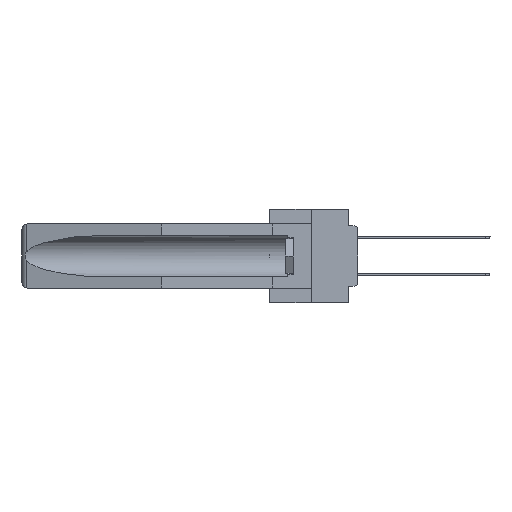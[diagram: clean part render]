
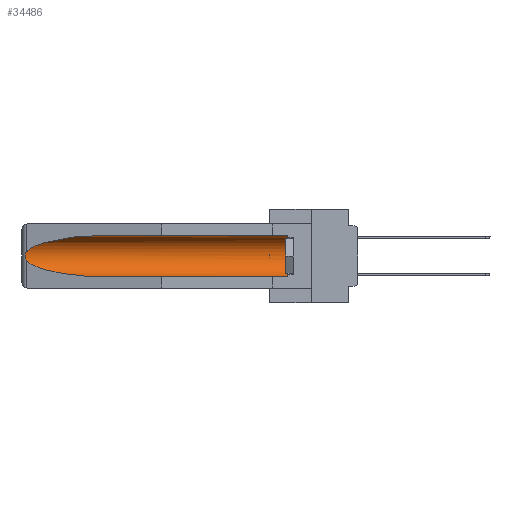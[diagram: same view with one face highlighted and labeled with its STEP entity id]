
A CAD part, left-side view. The second image highlights one B-rep face of the part: STEP entity #34486.
In plain terms, the highlighted cylindrical face has radius 2.857 mm (diameter 5.715 mm), a partial arc.
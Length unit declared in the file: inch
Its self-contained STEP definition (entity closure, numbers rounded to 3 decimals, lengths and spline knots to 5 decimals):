
#73 = CARTESIAN_POINT ( 'NONE',  ( 0.26537, 1.52718, -0.14972 ) ) ;
#177 = VERTEX_POINT ( 'NONE', #38117 ) ;
#547 = AXIS2_PLACEMENT_3D ( 'NONE', #14806, #11730, #36787 ) ;
#2210 = B_SPLINE_CURVE_WITH_KNOTS ( 'NONE', 3,
 ( #33520, #17493, #23664, #20980, #36776, #5357, #20371, #18089, #23853, #32906 ),
 .UNSPECIFIED., .F., .F.,
 ( 4, 2, 2, 2, 4 ),
 ( 0., 0.00029, 0.00058, 0.00087, 0.00117 ),
 .UNSPECIFIED. ) ;
#2624 =( BOUNDED_CURVE ( )  B_SPLINE_CURVE ( 3, ( #6064, #9565, #18411, #40540 ),
 .UNSPECIFIED., .F., .F. ) 
 B_SPLINE_CURVE_WITH_KNOTS ( ( 4, 4 ),
 ( 0.1948, 1.5708 ),
 .UNSPECIFIED. ) 
 CURVE ( )  GEOMETRIC_REPRESENTATION_ITEM ( )  RATIONAL_B_SPLINE_CURVE ( ( 1., 0.848, 0.848, 1. ) ) 
 REPRESENTATION_ITEM ( '' )  );
#3147 = ORIENTED_EDGE ( 'NONE', *, *, #25590, .T. ) ;
#3209 = VECTOR ( 'NONE', #30725, 39.37008 ) ;
#3364 = CARTESIAN_POINT ( 'NONE',  ( 0.155, 1.07973, -0.059 ) ) ;
#4374 = CIRCLE ( 'NONE', #10302, 0.1125 ) ;
#4642 = LINE ( 'NONE', #10609, #18495 ) ;
#5357 = CARTESIAN_POINT ( 'NONE',  ( 0.2675, 1.53308, -0.17534 ) ) ;
#6064 = CARTESIAN_POINT ( 'NONE',  ( 0.26537, 1.52718, -0.19328 ) ) ;
#7911 = ORIENTED_EDGE ( 'NONE', *, *, #22042, .T. ) ;
#7953 = CARTESIAN_POINT ( 'NONE',  ( 0.155, 1.07973, -0.284 ) ) ;
#9109 = ORIENTED_EDGE ( 'NONE', *, *, #15944, .F. ) ;
#9565 = CARTESIAN_POINT ( 'NONE',  ( 0.25451, 1.48313, -0.24835 ) ) ;
#10302 = AXIS2_PLACEMENT_3D ( 'NONE', #34142, #18523, #31050 ) ;
#10342 = CARTESIAN_POINT ( 'NONE',  ( 0.25451, 1.48313, -0.09465 ) ) ;
#10609 = CARTESIAN_POINT ( 'NONE',  ( 0.155, -0.30754, -0.059 ) ) ;
#11016 = VERTEX_POINT ( 'NONE', #40330 ) ;
#11730 = DIRECTION ( 'NONE',  ( 0., 1., 0. ) ) ;
#12003 = VERTEX_POINT ( 'NONE', #14029 ) ;
#12433 = CARTESIAN_POINT ( 'NONE',  ( 0.155, -0.30754, -0.284 ) ) ;
#12438 = CARTESIAN_POINT ( 'NONE',  ( 0.26537, 1.52718, -0.19328 ) ) ;
#12890 = EDGE_LOOP ( 'NONE', ( #3147, #7911, #28504, #9109, #29141, #26342 ) ) ;
#14029 = CARTESIAN_POINT ( 'NONE',  ( 0.26537, 1.52718, -0.14972 ) ) ;
#14806 = CARTESIAN_POINT ( 'NONE',  ( 0.155, -0.30754, -0.1715 ) ) ;
#15944 = EDGE_CURVE ( 'NONE', #17248, #31271, #37075, .T. ) ;
#17248 = VERTEX_POINT ( 'NONE', #24605 ) ;
#17493 = CARTESIAN_POINT ( 'NONE',  ( 0.26597, 1.52961, -0.15275 ) ) ;
#17896 = CYLINDRICAL_SURFACE ( 'NONE', #547, 0.1125 ) ;
#18089 = CARTESIAN_POINT ( 'NONE',  ( 0.26655, 1.53094, -0.18657 ) ) ;
#18411 = CARTESIAN_POINT ( 'NONE',  ( 0.21114, 1.30732, -0.284 ) ) ;
#18495 = VECTOR ( 'NONE', #29300, 39.37008 ) ;
#18523 = DIRECTION ( 'NONE',  ( 0., -1., 0. ) ) ;
#20371 = CARTESIAN_POINT ( 'NONE',  ( 0.2673, 1.53269, -0.17917 ) ) ;
#20980 = CARTESIAN_POINT ( 'NONE',  ( 0.2673, 1.5327, -0.16383 ) ) ;
#22042 = EDGE_CURVE ( 'NONE', #12003, #33579, #2210, .T. ) ;
#23664 = CARTESIAN_POINT ( 'NONE',  ( 0.26654, 1.53092, -0.15636 ) ) ;
#23853 = CARTESIAN_POINT ( 'NONE',  ( 0.26597, 1.5296, -0.19026 ) ) ;
#24605 = CARTESIAN_POINT ( 'NONE',  ( 0.155, 0.126, -0.284 ) ) ;
#25590 = EDGE_CURVE ( 'NONE', #177, #12003, #32507, .T. ) ;
#25961 = EDGE_CURVE ( 'NONE', #17248, #11016, #4374, .T. ) ;
#25966 = CARTESIAN_POINT ( 'NONE',  ( 0.21114, 1.30732, -0.059 ) ) ;
#26342 = ORIENTED_EDGE ( 'NONE', *, *, #37908, .T. ) ;
#28504 = ORIENTED_EDGE ( 'NONE', *, *, #31475, .T. ) ;
#29141 = ORIENTED_EDGE ( 'NONE', *, *, #25961, .T. ) ;
#29300 = DIRECTION ( 'NONE',  ( 0., 1., 0. ) ) ;
#30725 = DIRECTION ( 'NONE',  ( 0., 1., 0. ) ) ;
#31050 = DIRECTION ( 'NONE',  ( 0., 0., 1. ) ) ;
#31271 = VERTEX_POINT ( 'NONE', #7953 ) ;
#31475 = EDGE_CURVE ( 'NONE', #33579, #31271, #2624, .T. ) ;
#32507 =( BOUNDED_CURVE ( )  B_SPLINE_CURVE ( 3, ( #3364, #25966, #10342, #73 ),
 .UNSPECIFIED., .F., .F. ) 
 B_SPLINE_CURVE_WITH_KNOTS ( ( 4, 4 ),
 ( 4.71239, 6.08839 ),
 .UNSPECIFIED. ) 
 CURVE ( )  GEOMETRIC_REPRESENTATION_ITEM ( )  RATIONAL_B_SPLINE_CURVE ( ( 1., 0.848, 0.848, 1. ) ) 
 REPRESENTATION_ITEM ( '' )  );
#32906 = CARTESIAN_POINT ( 'NONE',  ( 0.26537, 1.52718, -0.19328 ) ) ;
#33520 = CARTESIAN_POINT ( 'NONE',  ( 0.26537, 1.52718, -0.14972 ) ) ;
#33579 = VERTEX_POINT ( 'NONE', #12438 ) ;
#34142 = CARTESIAN_POINT ( 'NONE',  ( 0.155, 0.126, -0.1715 ) ) ;
#34486 = ADVANCED_FACE ( 'NONE', ( #39841 ), #17896, .F. ) ;
#36776 = CARTESIAN_POINT ( 'NONE',  ( 0.2675, 1.53308, -0.16763 ) ) ;
#36787 = DIRECTION ( 'NONE',  ( 0., 0., 1. ) ) ;
#37075 = LINE ( 'NONE', #12433, #3209 ) ;
#37908 = EDGE_CURVE ( 'NONE', #11016, #177, #4642, .T. ) ;
#38117 = CARTESIAN_POINT ( 'NONE',  ( 0.155, 1.07973, -0.059 ) ) ;
#39841 = FACE_OUTER_BOUND ( 'NONE', #12890, .T. ) ;
#40330 = CARTESIAN_POINT ( 'NONE',  ( 0.155, 0.126, -0.059 ) ) ;
#40540 = CARTESIAN_POINT ( 'NONE',  ( 0.155, 1.07973, -0.284 ) ) ;
